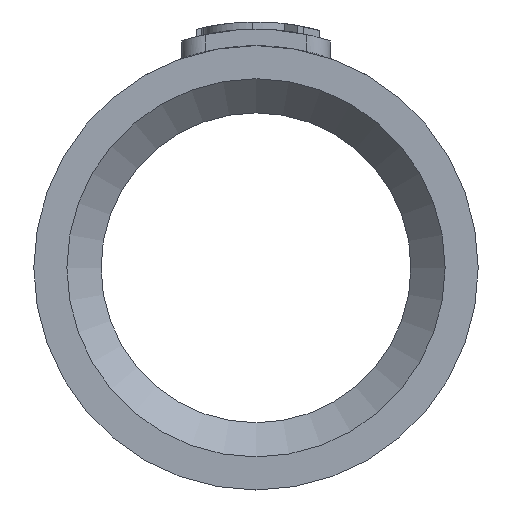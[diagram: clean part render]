
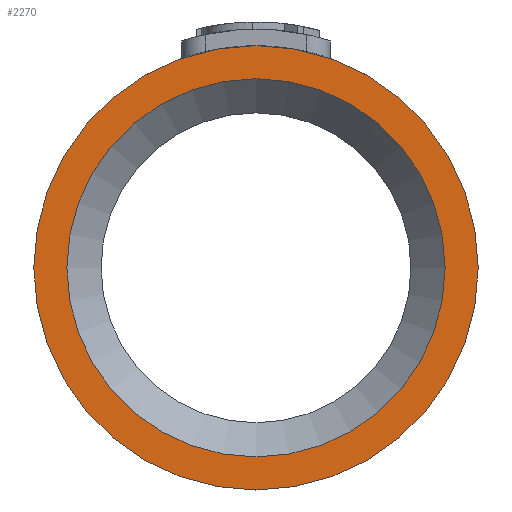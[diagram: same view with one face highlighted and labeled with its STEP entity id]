
A CAD part, left-side view. The second image highlights one B-rep face of the part: STEP entity #2270.
In plain terms, the highlighted planar face has unit normal (-1, 0, 0).
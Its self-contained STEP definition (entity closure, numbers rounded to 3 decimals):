
#1002 = DIRECTION ( 'NONE',  ( -1., 0., 0. ) ) ;
#1211 = EDGE_CURVE ( 'NONE', #1347, #1347, #3512, .T. ) ;
#1347 = VERTEX_POINT ( 'NONE', #3753 ) ;
#1421 = AXIS2_PLACEMENT_3D ( 'NONE', #2633, #1965, #4389 ) ;
#1660 = AXIS2_PLACEMENT_3D ( 'NONE', #3094, #1002, #3446 ) ;
#1682 = EDGE_LOOP ( 'NONE', ( #1937 ) ) ;
#1724 = CARTESIAN_POINT ( 'NONE',  ( -31.25, 0., 0. ) ) ;
#1937 = ORIENTED_EDGE ( 'NONE', *, *, #1211, .F. ) ;
#1965 = DIRECTION ( 'NONE',  ( 1., 0., 0. ) ) ;
#2077 = DIRECTION ( 'NONE',  ( 0., 0., 1. ) ) ;
#2270 = ADVANCED_FACE ( 'NONE', ( #3414, #4447 ), #4043, .F. ) ;
#2314 = EDGE_CURVE ( 'NONE', #4013, #4013, #2383, .T. ) ;
#2383 = CIRCLE ( 'NONE', #1660, 9.4 ) ;
#2619 = AXIS2_PLACEMENT_3D ( 'NONE', #1724, #4153, #2077 ) ;
#2633 = CARTESIAN_POINT ( 'NONE',  ( -31.25, 8., 0. ) ) ;
#3094 = CARTESIAN_POINT ( 'NONE',  ( -31.25, 0., 0. ) ) ;
#3212 = ORIENTED_EDGE ( 'NONE', *, *, #2314, .T. ) ;
#3414 = FACE_BOUND ( 'NONE', #1682, .T. ) ;
#3446 = DIRECTION ( 'NONE',  ( 0., 0., 1. ) ) ;
#3512 = CIRCLE ( 'NONE', #2619, 8. ) ;
#3639 = EDGE_LOOP ( 'NONE', ( #3212 ) ) ;
#3753 = CARTESIAN_POINT ( 'NONE',  ( -31.25, 0., 8. ) ) ;
#4013 = VERTEX_POINT ( 'NONE', #4097 ) ;
#4043 = PLANE ( 'NONE',  #1421 ) ;
#4097 = CARTESIAN_POINT ( 'NONE',  ( -31.25, 0., 9.4 ) ) ;
#4153 = DIRECTION ( 'NONE',  ( -1., 0., 0. ) ) ;
#4389 = DIRECTION ( 'NONE',  ( 0., 0., -1. ) ) ;
#4447 = FACE_OUTER_BOUND ( 'NONE', #3639, .T. ) ;
